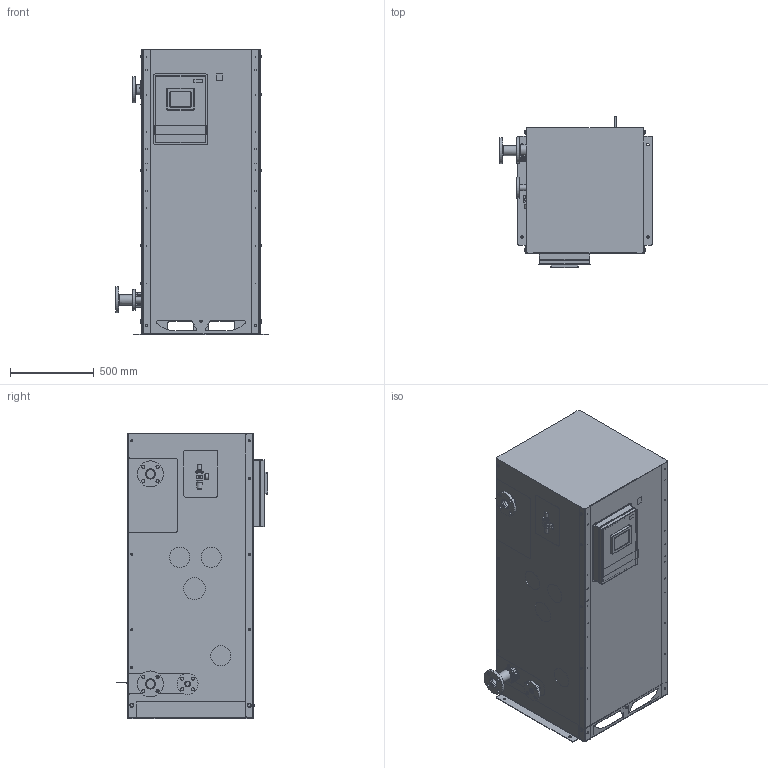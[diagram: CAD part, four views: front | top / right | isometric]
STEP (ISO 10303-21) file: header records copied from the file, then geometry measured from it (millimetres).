
FILE_DESCRIPTION(/* description */ (''),/* implementation_level */ '2;1');
FILE_NAME(/* name */ 'SQ4-AS-M2_外観モデル.stp',/* time_stamp */ '2025-01-16T10:27:55+09:00',/* author */ ('shibuya'),/* organization */ (''),/* preprocessor_version */ 'ST-DEVELOPER v18.1',/* originating_system */ 'Autodesk Inventor 2022',/* authorisation */ '');
FILE_SCHEMA (('AUTOMOTIVE_DESIGN { 1 0 10303 214 3 1 1 }'));
Products named in the file (1): BIM対応検討_SQ4_2
Bounding box: 907 x 902.8 x 1700 mm (x, y, z)
Volume: 821565396.9 mm3; surface area: 10143969 mm2
Topology: 3 solids, 33 shells, 3324 faces, 8187 edges, 5116 vertices
Faces by surface type: plane 1740, cylinder 848, cone 475, bspline 131, torus 100, sphere 30
Full cylindrical faces by diameter (mm): 4.134 x2, 4.8 x6, 4.917 x37, 5 x5, 6 x9, 6.498 x2, 7 x1, 8.5 x2, 9.3 x12, 10 x3, 10.106 x8, 11.445 x1, 11.5 x17, 12 x23, 12.2 x18, 12.8 x8, 13 x19, 15 x4, 16 x4, 17.5 x1, 19 x22, 22 x1, 22.8 x1, 24 x4, 24.2 x1, 25 x1, 27.2 x1, 32 x1, 34 x1, 34.5 x1
Entity records: 108158 total; most frequent: CARTESIAN_POINT 27600, ORIENTED_EDGE 16296, DIRECTION 15876, EDGE_CURVE 8148, AXIS2_PLACEMENT_3D 5712, VERTEX_POINT 5116, LINE 4452, VECTOR 4452
